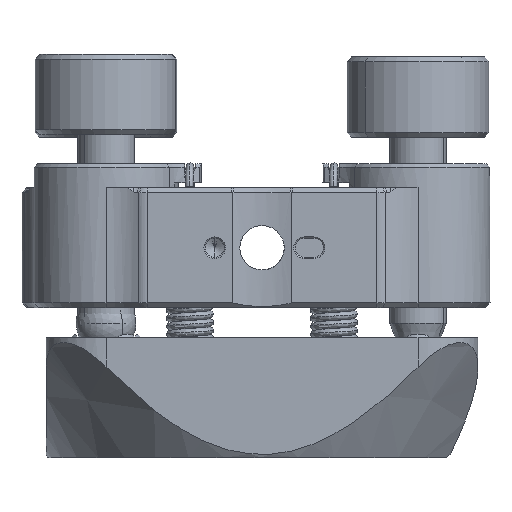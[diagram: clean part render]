
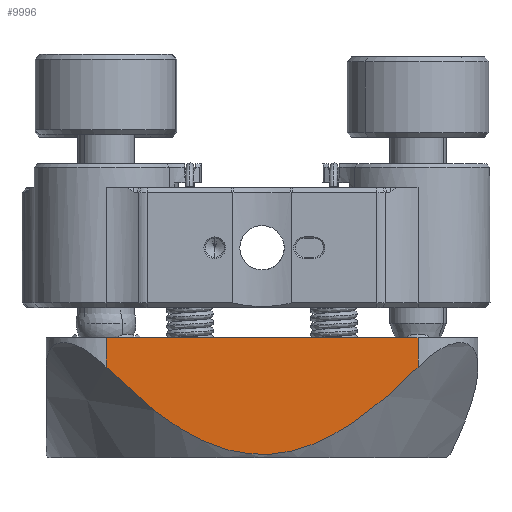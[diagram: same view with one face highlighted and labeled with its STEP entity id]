
A CAD part, front view. The second image highlights one B-rep face of the part: STEP entity #9996.
In plain terms, the highlighted planar face has unit normal (0, -1, 0).
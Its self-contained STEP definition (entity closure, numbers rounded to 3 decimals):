
#20 = VERTEX_POINT ( 'NONE', #19501 ) ;
#1274 = ORIENTED_EDGE ( 'NONE', *, *, #13015, .T. ) ;
#1352 = VERTEX_POINT ( 'NONE', #10061 ) ;
#1883 = EDGE_CURVE ( 'NONE', #14405, #16796, #10128, .T. ) ;
#2326 = CARTESIAN_POINT ( 'NONE',  ( 15.383, -22.86, -17.08 ) ) ;
#2359 = CARTESIAN_POINT ( 'NONE',  ( -7.735, -22.86, -22.997 ) ) ;
#2460 = CARTESIAN_POINT ( 'NONE',  ( 10.465, -22.86, -21.245 ) ) ;
#2569 = CARTESIAN_POINT ( 'NONE',  ( -4.006, -22.86, -24.602 ) ) ;
#3122 = FACE_OUTER_BOUND ( 'NONE', #13824, .T. ) ;
#3421 = LINE ( 'NONE', #9977, #17173 ) ;
#3615 = CARTESIAN_POINT ( 'NONE',  ( 16.51, -22.86, -15.938 ) ) ;
#4055 = CARTESIAN_POINT ( 'NONE',  ( 6.317, -22.86, -23.784 ) ) ;
#4169 = CARTESIAN_POINT ( 'NONE',  ( -5.161, -22.86, -24.194 ) ) ;
#4277 = CARTESIAN_POINT ( 'NONE',  ( 4.002, -22.86, -24.588 ) ) ;
#5517 = AXIS2_PLACEMENT_3D ( 'NONE', #17412, #9256, #9677 ) ;
#5567 = CARTESIAN_POINT ( 'NONE',  ( -8.431, -22.86, -22.592 ) ) ;
#5668 = CARTESIAN_POINT ( 'NONE',  ( -9.785, -22.86, -21.723 ) ) ;
#5876 = ORIENTED_EDGE ( 'NONE', *, *, #1883, .T. ) ;
#5890 = CARTESIAN_POINT ( 'NONE',  ( -11.733, -22.86, -20.285 ) ) ;
#6337 = ORIENTED_EDGE ( 'NONE', *, *, #8373, .F. ) ;
#6751 = DIRECTION ( 'NONE',  ( -1., 0., 0. ) ) ;
#6891 = CARTESIAN_POINT ( 'NONE',  ( 16.51, -22.86, -25.527 ) ) ;
#7394 = CARTESIAN_POINT ( 'NONE',  ( -15.382, -22.86, -17.082 ) ) ;
#7498 = CARTESIAN_POINT ( 'NONE',  ( -16.51, -22.86, -15.938 ) ) ;
#7605 = CARTESIAN_POINT ( 'NONE',  ( -10.444, -22.86, -21.26 ) ) ;
#8240 = LINE ( 'NONE', #16301, #9886 ) ;
#8373 = EDGE_CURVE ( 'NONE', #14405, #1352, #8240, .T. ) ;
#8890 = CARTESIAN_POINT ( 'NONE',  ( 3.216, -22.86, -24.801 ) ) ;
#9111 = CARTESIAN_POINT ( 'NONE',  ( -0.404, -22.86, -25.185 ) ) ;
#9219 = CARTESIAN_POINT ( 'NONE',  ( 12.384, -22.86, -19.757 ) ) ;
#9256 = DIRECTION ( 'NONE',  ( 0., 1., 0. ) ) ;
#9677 = DIRECTION ( 'NONE',  ( 1., 0., 0. ) ) ;
#9827 = CARTESIAN_POINT ( 'NONE',  ( 16.51, -22.86, -15.938 ) ) ;
#9886 = VECTOR ( 'NONE', #13087, 1000. ) ;
#9977 = CARTESIAN_POINT ( 'NONE',  ( 16.51, -22.86, -12.827 ) ) ;
#9996 = ADVANCED_FACE ( 'NONE', ( #3122 ), #17839, .F. ) ;
#10061 = CARTESIAN_POINT ( 'NONE',  ( -16.51, -22.86, -12.827 ) ) ;
#10115 = LINE ( 'NONE', #6891, #15141 ) ;
#10128 = B_SPLINE_CURVE_WITH_KNOTS ( 'NONE', 3,
 ( #7498, #7394, #10618, #17053, #5890, #7605, #5668, #5567, #2359, #20500, #18880, #20393, #4169, #2569, #20719, #12117, #19097, #10410, #9111, #12222, #15642, #18994, #8890, #4277, #18772, #4055, #17156, #10837, #2460, #17380, #9219, #15744, #2326, #9827 ),
 .UNSPECIFIED., .F., .F.,
 ( 4, 2, 2, 2, 2, 2, 2, 2, 2, 2, 2, 2, 2, 2, 2, 2, 4 ),
 ( 0.024, 0.028, 0.031, 0.033, 0.036, 0.037, 0.038, 0.04, 0.042, 0.043, 0.045, 0.046, 0.048, 0.052, 0.055, 0.057, 0.062 ),
 .UNSPECIFIED. ) ;
#10410 = CARTESIAN_POINT ( 'NONE',  ( -0.816, -22.86, -25.166 ) ) ;
#10618 = CARTESIAN_POINT ( 'NONE',  ( -14.214, -22.86, -18.192 ) ) ;
#10837 = CARTESIAN_POINT ( 'NONE',  ( 9.796, -22.86, -21.716 ) ) ;
#11869 = ORIENTED_EDGE ( 'NONE', *, *, #15315, .T. ) ;
#12117 = CARTESIAN_POINT ( 'NONE',  ( -2.03, -22.86, -25.035 ) ) ;
#12222 = CARTESIAN_POINT ( 'NONE',  ( 0.82, -22.86, -25.184 ) ) ;
#12365 = CARTESIAN_POINT ( 'NONE',  ( -16.51, -22.86, -15.938 ) ) ;
#13015 = EDGE_CURVE ( 'NONE', #16796, #20, #10115, .T. ) ;
#13087 = DIRECTION ( 'NONE',  ( 0., 0., 1. ) ) ;
#13824 = EDGE_LOOP ( 'NONE', ( #6337, #5876, #1274, #11869 ) ) ;
#14405 = VERTEX_POINT ( 'NONE', #12365 ) ;
#15141 = VECTOR ( 'NONE', #18382, 1000. ) ;
#15315 = EDGE_CURVE ( 'NONE', #20, #1352, #3421, .T. ) ;
#15642 = CARTESIAN_POINT ( 'NONE',  ( 1.626, -22.86, -25.108 ) ) ;
#15744 = CARTESIAN_POINT ( 'NONE',  ( 14.22, -22.86, -18.186 ) ) ;
#16301 = CARTESIAN_POINT ( 'NONE',  ( -16.51, -22.86, -25.527 ) ) ;
#16796 = VERTEX_POINT ( 'NONE', #3615 ) ;
#17053 = CARTESIAN_POINT ( 'NONE',  ( -12.364, -22.86, -19.774 ) ) ;
#17156 = CARTESIAN_POINT ( 'NONE',  ( 7.747, -22.86, -23.031 ) ) ;
#17173 = VECTOR ( 'NONE', #6751, 1000. ) ;
#17380 = CARTESIAN_POINT ( 'NONE',  ( 11.758, -22.86, -20.266 ) ) ;
#17412 = CARTESIAN_POINT ( 'NONE',  ( 16.51, -22.86, -25.527 ) ) ;
#17839 = PLANE ( 'NONE',  #5517 ) ;
#18382 = DIRECTION ( 'NONE',  ( 0., 0., 1. ) ) ;
#18772 = CARTESIAN_POINT ( 'NONE',  ( 4.395, -22.86, -24.465 ) ) ;
#18880 = CARTESIAN_POINT ( 'NONE',  ( -6.289, -22.86, -23.719 ) ) ;
#18994 = CARTESIAN_POINT ( 'NONE',  ( 2.82, -22.86, -24.89 ) ) ;
#19097 = CARTESIAN_POINT ( 'NONE',  ( -1.628, -22.86, -25.091 ) ) ;
#19501 = CARTESIAN_POINT ( 'NONE',  ( 16.51, -22.86, -12.827 ) ) ;
#20393 = CARTESIAN_POINT ( 'NONE',  ( -5.543, -22.86, -24.042 ) ) ;
#20500 = CARTESIAN_POINT ( 'NONE',  ( -6.655, -22.86, -23.545 ) ) ;
#20719 = CARTESIAN_POINT ( 'NONE',  ( -3.224, -22.86, -24.816 ) ) ;
